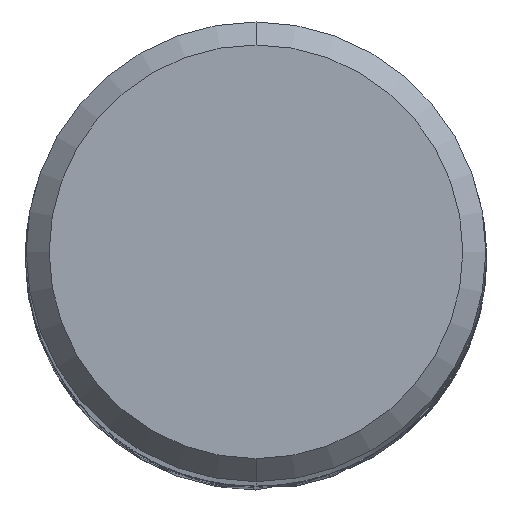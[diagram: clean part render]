
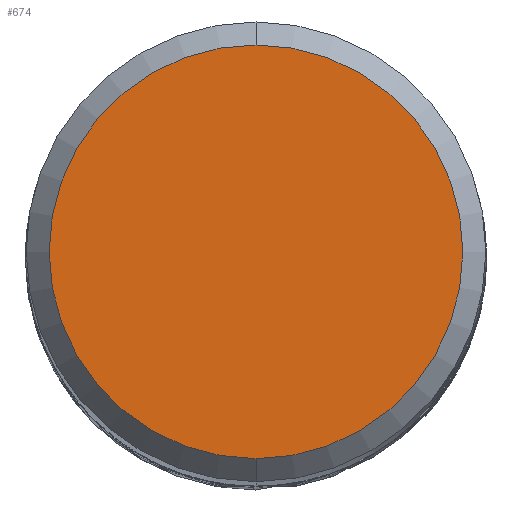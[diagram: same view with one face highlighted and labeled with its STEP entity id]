
A CAD part, top view. The second image highlights one B-rep face of the part: STEP entity #674.
In plain terms, the highlighted planar face has unit normal (0, 0, 1).
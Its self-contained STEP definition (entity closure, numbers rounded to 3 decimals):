
#620=VERTEX_POINT('',#1239);
#674=ADVANCED_FACE('',(#1299),#1300,.T.);
#758=EDGE_CURVE('',#786,#620,#1391,.T.);
#786=VERTEX_POINT('',#1422);
#820=EDGE_CURVE('',#620,#786,#1459,.T.);
#1239=CARTESIAN_POINT('',(0.,-4.5,0.0));
#1299=FACE_OUTER_BOUND('',#4094,.T.);
#1300=PLANE('',#4095);
#1391=CIRCLE('',#5764,4.5);
#1422=CARTESIAN_POINT('',(0.0,4.5,0.0));
#1459=CIRCLE('',#5962,4.5);
#4094=EDGE_LOOP('',(#6532,#6533));
#4095=AXIS2_PLACEMENT_3D('',#6534,#6535,#6536);
#5764=AXIS2_PLACEMENT_3D('',#6635,#6636,#6637);
#5962=AXIS2_PLACEMENT_3D('',#6710,#6711,#6712);
#6532=ORIENTED_EDGE('',*,*,#758,.F.);
#6533=ORIENTED_EDGE('',*,*,#820,.F.);
#6534=CARTESIAN_POINT('',(0.0,2.25,0.0));
#6535=DIRECTION('',(-0.0,0.0,1.0));
#6536=DIRECTION('',(0.0,-1.0,0.0));
#6635=CARTESIAN_POINT('',(0.0,0.0,0.0));
#6636=DIRECTION('',(0.0,0.0,-1.0));
#6637=DIRECTION('',(0.0,1.0,0.0));
#6710=CARTESIAN_POINT('',(0.0,0.0,0.0));
#6711=DIRECTION('',(0.0,0.0,-1.0));
#6712=DIRECTION('',(0.0,1.0,0.0));
